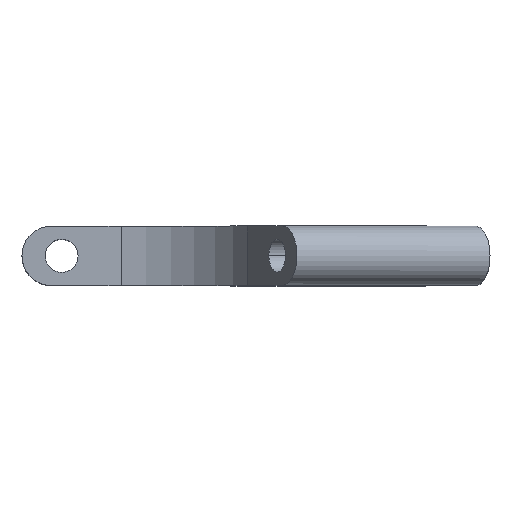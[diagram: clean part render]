
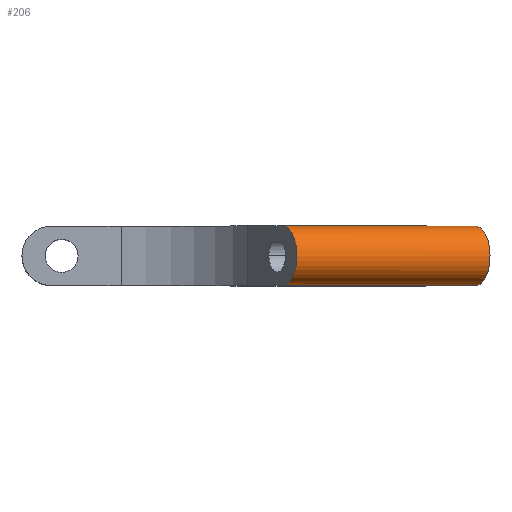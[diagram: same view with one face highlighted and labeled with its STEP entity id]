
A CAD part, top view. The second image highlights one B-rep face of the part: STEP entity #206.
In plain terms, the highlighted cylindrical face has radius 6 mm (diameter 12 mm), a partial arc.
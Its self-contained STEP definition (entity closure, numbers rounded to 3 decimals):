
#34 = DIRECTION ( 'NONE',  ( 0.866, 0., -0.5 ) ) ;
#145 = DIRECTION ( 'NONE',  ( -0.5, 0., -0.866 ) ) ;
#150 = CYLINDRICAL_SURFACE ( 'NONE', #451, 6. ) ;
#206 = ADVANCED_FACE ( 'NONE', ( #1575 ), #150, .T. ) ;
#225 = EDGE_CURVE ( 'NONE', #1684, #1122, #830, .T. ) ;
#233 = EDGE_CURVE ( 'NONE', #911, #1672, #478, .T. ) ;
#293 = DIRECTION ( 'NONE',  ( 0.866, 0., -0.5 ) ) ;
#361 = CIRCLE ( 'NONE', #1265, 6. ) ;
#379 = ORIENTED_EDGE ( 'NONE', *, *, #233, .F. ) ;
#396 = CARTESIAN_POINT ( 'NONE',  ( 41.486, 6., 26.855 ) ) ;
#416 = VECTOR ( 'NONE', #1346, 1000. ) ;
#422 = ORIENTED_EDGE ( 'NONE', *, *, #1326, .F. ) ;
#446 = EDGE_CURVE ( 'NONE', #911, #1684, #1354, .T. ) ;
#451 = AXIS2_PLACEMENT_3D ( 'NONE', #554, #34, #813 ) ;
#460 = VECTOR ( 'NONE', #293, 1000. ) ;
#478 = LINE ( 'NONE', #671, #460 ) ;
#496 = CARTESIAN_POINT ( 'NONE',  ( 41.486, 0., 26.855 ) ) ;
#537 = CARTESIAN_POINT ( 'NONE',  ( 12.257, 0., 43.73 ) ) ;
#554 = CARTESIAN_POINT ( 'NONE',  ( 12.257, 6., 43.73 ) ) ;
#594 = CARTESIAN_POINT ( 'NONE',  ( 2.514, 6., 49.355 ) ) ;
#629 = ORIENTED_EDGE ( 'NONE', *, *, #446, .T. ) ;
#671 = CARTESIAN_POINT ( 'NONE',  ( 2.514, 12., 49.355 ) ) ;
#713 = AXIS2_PLACEMENT_3D ( 'NONE', #594, #1146, #1674 ) ;
#813 = DIRECTION ( 'NONE',  ( -0.5, 0., -0.866 ) ) ;
#815 = ORIENTED_EDGE ( 'NONE', *, *, #225, .T. ) ;
#830 = LINE ( 'NONE', #537, #416 ) ;
#865 = CARTESIAN_POINT ( 'NONE',  ( 41.486, 12., 26.855 ) ) ;
#911 = VERTEX_POINT ( 'NONE', #978 ) ;
#978 = CARTESIAN_POINT ( 'NONE',  ( 2.514, 12., 49.355 ) ) ;
#1122 = VERTEX_POINT ( 'NONE', #496 ) ;
#1123 = EDGE_LOOP ( 'NONE', ( #629, #815, #422, #379 ) ) ;
#1146 = DIRECTION ( 'NONE',  ( 0.866, 0., -0.5 ) ) ;
#1262 = CARTESIAN_POINT ( 'NONE',  ( 2.514, 0., 49.355 ) ) ;
#1265 = AXIS2_PLACEMENT_3D ( 'NONE', #396, #1338, #145 ) ;
#1326 = EDGE_CURVE ( 'NONE', #1672, #1122, #361, .T. ) ;
#1338 = DIRECTION ( 'NONE',  ( 0.866, 0., -0.5 ) ) ;
#1346 = DIRECTION ( 'NONE',  ( 0.866, 0., -0.5 ) ) ;
#1354 = CIRCLE ( 'NONE', #713, 6. ) ;
#1575 = FACE_OUTER_BOUND ( 'NONE', #1123, .T. ) ;
#1672 = VERTEX_POINT ( 'NONE', #865 ) ;
#1674 = DIRECTION ( 'NONE',  ( -0.5, 0., -0.866 ) ) ;
#1684 = VERTEX_POINT ( 'NONE', #1262 ) ;
